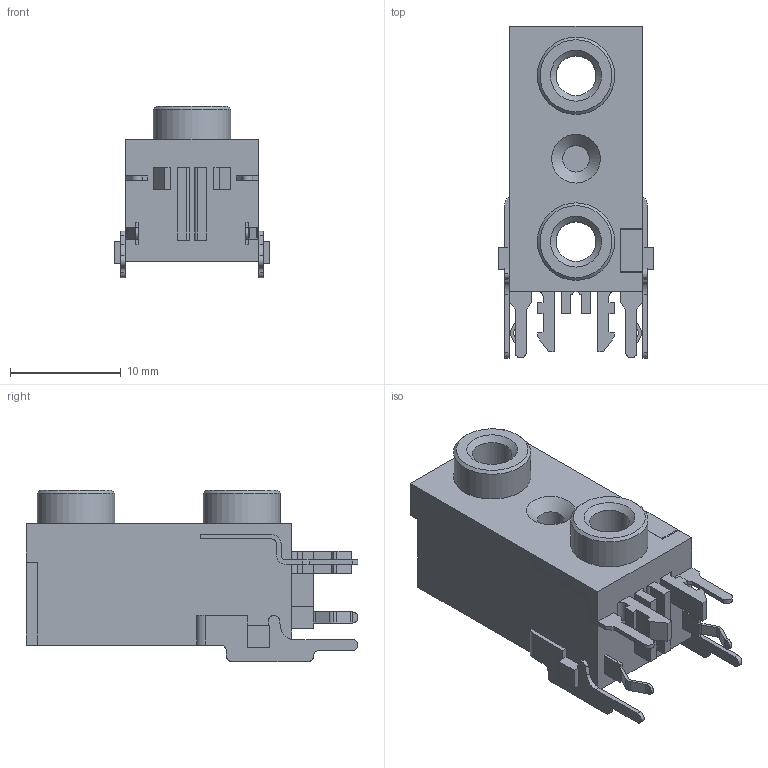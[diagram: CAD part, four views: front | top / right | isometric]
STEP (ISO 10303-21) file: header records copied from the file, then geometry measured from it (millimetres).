
FILE_DESCRIPTION(('HOOPS Exchange Step'),'2;1');
FILE_NAME('temp_export','2023-06-01T03:03:50-16:00',('30abd'),('Shapr3D Limited'),'HOOPS Exchange 2022.2','Shapr3D','Authorized');
FILE_SCHEMA( ('AUTOMOTIVE_DESIGN { 1 0 10303 214 1 1 1 1 }') );
Length unit declared in the file: millimetre
Products named in the file (2): STX-4235-3_3_N_rA4.IGS; root
Assembly tree (1 placements, depth 2):
  root
    STX-4235-3_3_N_rA4.IGS
Bounding box: 14 x 30 x 15.5 mm (x, y, z)
Volume: 3087.8 mm3; surface area: 2190.2 mm2
Topology: 1 solids, 1 shells, 224 faces, 624 edges, 407 vertices
Faces by surface type: plane 157, bspline 67
Entity records: 7519 total; most frequent: CARTESIAN_POINT 1793, ORIENTED_EDGE 1248, DIRECTION 1066, EDGE_CURVE 624, VECTOR 474, LINE 474, VERTEX_POINT 407, AXIS2_PLACEMENT_3D 296
